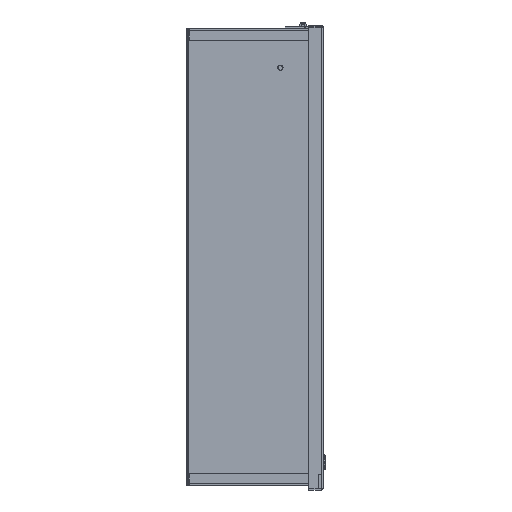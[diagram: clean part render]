
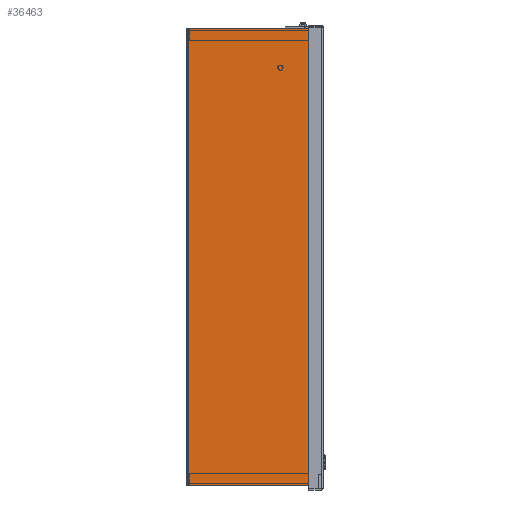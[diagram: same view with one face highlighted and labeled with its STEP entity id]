
A CAD part, front view. The second image highlights one B-rep face of the part: STEP entity #36463.
In plain terms, the highlighted face is planar.
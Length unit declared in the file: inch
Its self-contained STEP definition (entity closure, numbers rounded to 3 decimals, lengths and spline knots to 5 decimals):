
#443 = EDGE_LOOP ( 'NONE', ( #31987, #17099, #21072, #18791 ) ) ;
#1174 = VECTOR ( 'NONE', #29952, 39.37008 ) ;
#2754 = DIRECTION ( 'NONE',  ( 0., 1., 0. ) ) ;
#5112 = DIRECTION ( 'NONE',  ( -1., 0., 0. ) ) ;
#6880 = CARTESIAN_POINT ( 'NONE',  ( -12., -0.072, -15. ) ) ;
#7803 = CARTESIAN_POINT ( 'NONE',  ( 12., -0.108, -15. ) ) ;
#8207 = CARTESIAN_POINT ( 'NONE',  ( -12., -0.0625, -15. ) ) ;
#10943 = CARTESIAN_POINT ( 'NONE',  ( 12., -0.072, -15. ) ) ;
#11452 = DIRECTION ( 'NONE',  ( 0., 0., -1. ) ) ;
#11672 = EDGE_CURVE ( 'NONE', #17304, #18576, #21611, .T. ) ;
#11677 = CARTESIAN_POINT ( 'NONE',  ( -12., -0.108, -15. ) ) ;
#12243 = LINE ( 'NONE', #10943, #18523 ) ;
#16541 = LINE ( 'NONE', #6880, #1174 ) ;
#17099 = ORIENTED_EDGE ( 'NONE', *, *, #11672, .F. ) ;
#17304 = VERTEX_POINT ( 'NONE', #26485 ) ;
#18523 = VECTOR ( 'NONE', #31044, 39.37008 ) ;
#18576 = VERTEX_POINT ( 'NONE', #11677 ) ;
#18791 = ORIENTED_EDGE ( 'NONE', *, *, #20962, .T. ) ;
#20534 = VERTEX_POINT ( 'NONE', #22514 ) ;
#20962 = EDGE_CURVE ( 'NONE', #20534, #22966, #27417, .T. ) ;
#21072 = ORIENTED_EDGE ( 'NONE', *, *, #26627, .T. ) ;
#21611 = LINE ( 'NONE', #7803, #28418 ) ;
#22514 = CARTESIAN_POINT ( 'NONE',  ( 12., -6.892, -15. ) ) ;
#22966 = VERTEX_POINT ( 'NONE', #33137 ) ;
#25725 = PLANE ( 'NONE',  #35833 ) ;
#26485 = CARTESIAN_POINT ( 'NONE',  ( 12., -0.108, -15. ) ) ;
#26627 = EDGE_CURVE ( 'NONE', #17304, #20534, #12243, .T. ) ;
#27348 = EDGE_CURVE ( 'NONE', #22966, #18576, #16541, .T. ) ;
#27417 = LINE ( 'NONE', #28041, #27886 ) ;
#27610 = DIRECTION ( 'NONE',  ( -1., 0., 0. ) ) ;
#27886 = VECTOR ( 'NONE', #5112, 39.37008 ) ;
#28041 = CARTESIAN_POINT ( 'NONE',  ( -12., -6.892, -15. ) ) ;
#28418 = VECTOR ( 'NONE', #27610, 39.37008 ) ;
#29952 = DIRECTION ( 'NONE',  ( 0., 1., 0. ) ) ;
#31044 = DIRECTION ( 'NONE',  ( 0., -1., 0. ) ) ;
#31987 = ORIENTED_EDGE ( 'NONE', *, *, #27348, .T. ) ;
#33137 = CARTESIAN_POINT ( 'NONE',  ( -12., -6.892, -15. ) ) ;
#33792 = FACE_OUTER_BOUND ( 'NONE', #443, .T. ) ;
#35833 = AXIS2_PLACEMENT_3D ( 'NONE', #8207, #11452, #2754 ) ;
#36463 = ADVANCED_FACE ( 'NONE', ( #33792 ), #25725, .T. ) ;
